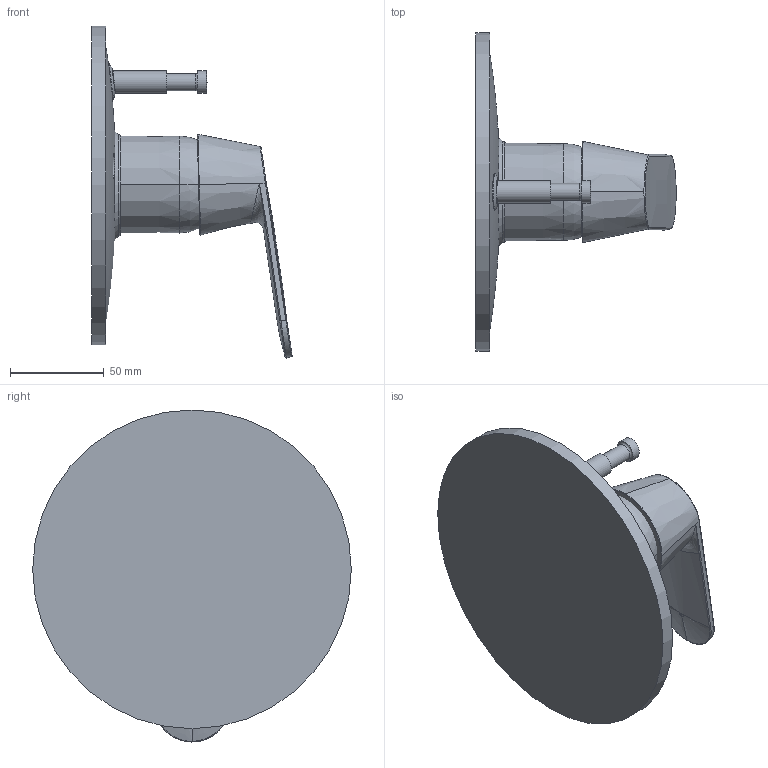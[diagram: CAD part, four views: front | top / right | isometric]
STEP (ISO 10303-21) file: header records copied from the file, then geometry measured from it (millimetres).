
FILE_DESCRIPTION(/* description */ ('Unknown'),/* implementation_level */ '2;1');
FILE_NAME(/* name */ '32879000',/* time_stamp */ '2022-09-09T05:35:45+02:00',/* author */ ('Unknown'),/* organization */ ('GROHE AG'),/* preprocessor_version */ 'ST-DEVELOPER v16.7',/* originating_system */ 'DEX',/* authorisation */ $);
FILE_SCHEMA (('AUTOMOTIVE_DESIGN {1 0 10303 214 3 1 1}'));
Length unit declared in the file: millimetre
Products named in the file (3): 32879000; id11; SQUARE#8
Assembly tree (2 placements, depth 2):
  32879000
    id11
    SQUARE#8
Bounding box: 106.84 x 170 x 177.12 mm (x, y, z)
Surface area: 102748.5 mm2 (no closed solid volume)
Topology: 0 solids, 11 shells, 56 faces, 148 edges, 94 vertices
Faces by surface type: bspline 28, plane 9, torus 7, cylinder 5, cone 4, sphere 3
Full cylindrical faces by diameter (mm): 9 x1, 12 x2, 170 x1
Entity records: 4637 total; most frequent: CARTESIAN_POINT 3335, ORIENTED_EDGE 190, DIRECTION 140, EDGE_CURVE 112, VERTEX_POINT 83, EDGE_LOOP 78, FACE_BOUND 78, B_SPLINE_CURVE_WITH_KNOTS 72
